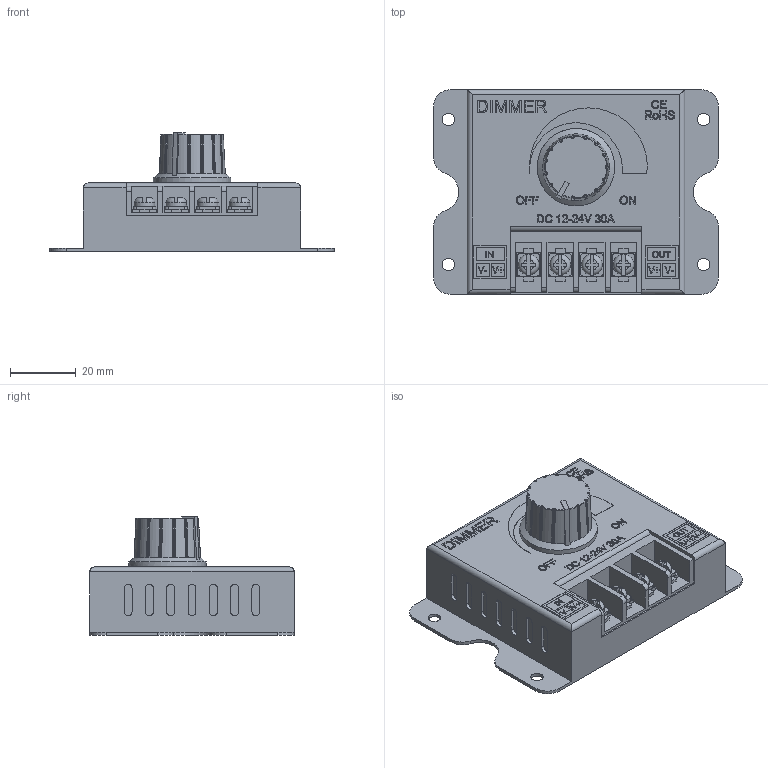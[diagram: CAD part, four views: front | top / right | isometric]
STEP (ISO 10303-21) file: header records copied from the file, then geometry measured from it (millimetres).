
FILE_DESCRIPTION( ( 'Unknown' ), '1' );
FILE_NAME( 'LED Dimmer Lamp.stp', 'Unknown', ( 'Unknown' ), ( 'Unknown' ), 'PSStep 16.0.42', 'Unknown', ' ' );
FILE_SCHEMA( ( 'AUTOMOTIVE_DESIGN { 1 0 10303 214 1 1 1 1 }' ) );
Length unit declared in the file: millimetre
Products named in the file (1): 1
Bounding box: 86.35 x 62 x 36.1 mm (x, y, z)
Volume: 86283.9 mm3; surface area: 18388 mm2
Topology: 1 solids, 1 shells, 925 faces, 2348 edges, 1485 vertices
Faces by surface type: plane 585, cylinder 131, bspline 85, extrusion 57, sphere 28, torus 23, cone 16
Full cylindrical faces by diameter (mm): 3.8 x4, 6.3 x4, 23.5 x1
Entity records: 40271 total; most frequent: CARTESIAN_POINT 12269, ORIENTED_EDGE 4582, DIRECTION 3639, EDGE_CURVE 2291, VERTEX_POINT 1476, AXIS2_PLACEMENT_3D 1255, VECTOR 1129, LINE 1072
